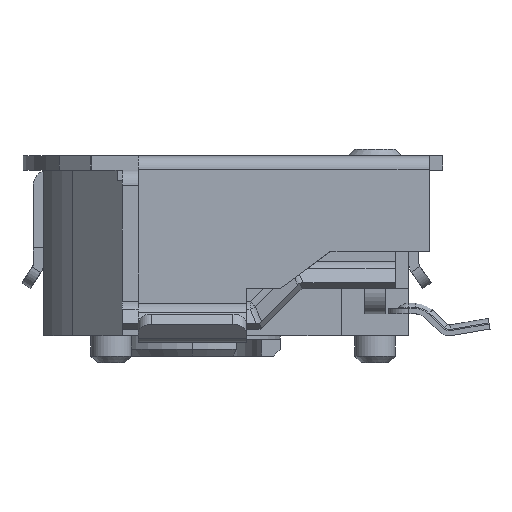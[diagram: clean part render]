
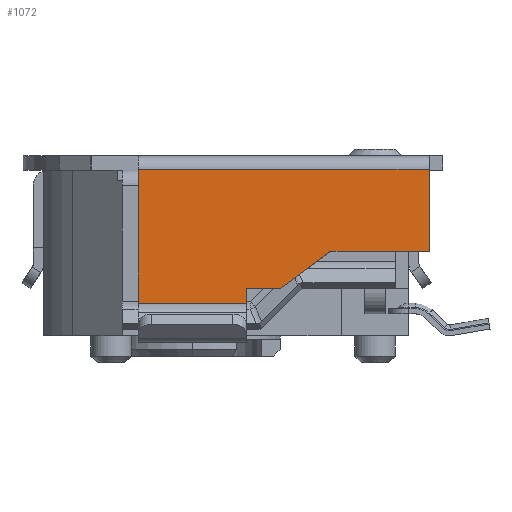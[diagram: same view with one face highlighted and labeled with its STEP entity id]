
A CAD part, left-side view. The second image highlights one B-rep face of the part: STEP entity #1072.
In plain terms, the highlighted planar face has unit normal (-1, 0, 0).
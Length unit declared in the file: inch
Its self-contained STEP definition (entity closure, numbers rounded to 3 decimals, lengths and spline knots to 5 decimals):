
#1072=ADVANCED_FACE('',(#2372),#2373,.F.);
#2372=FACE_OUTER_BOUND('',#4632,.T.);
#2373=PLANE('',#4633);
#4632=EDGE_LOOP('',(#8453,#8454,#8455,#8456,#8457,#8458,#8459,#8460));
#4633=AXIS2_PLACEMENT_3D('',#8461,#8462,#8463);
#8453=ORIENTED_EDGE('',*,*,#11709,.F.);
#8454=ORIENTED_EDGE('',*,*,#11737,.F.);
#8455=ORIENTED_EDGE('',*,*,#11078,.F.);
#8456=ORIENTED_EDGE('',*,*,#11054,.F.);
#8457=ORIENTED_EDGE('',*,*,#10382,.T.);
#8458=ORIENTED_EDGE('',*,*,#11738,.F.);
#8459=ORIENTED_EDGE('',*,*,#10524,.F.);
#8460=ORIENTED_EDGE('',*,*,#11739,.F.);
#8461=CARTESIAN_POINT('',(-0.11358,-0.1378,0.01901));
#8462=DIRECTION('',(1.0,0.0,0.0));
#8463=DIRECTION('',(0.0,1.0,0.0));
#10382=EDGE_CURVE('',#12213,#12214,#12215,.T.);
#10524=EDGE_CURVE('',#12477,#12479,#12480,.T.);
#11054=EDGE_CURVE('',#12213,#13361,#13362,.T.);
#11078=EDGE_CURVE('',#13361,#13397,#13398,.T.);
#11709=EDGE_CURVE('',#14293,#14295,#14296,.F.);
#11737=EDGE_CURVE('',#13397,#14293,#14332,.T.);
#11738=EDGE_CURVE('',#12479,#12214,#14333,.T.);
#11739=EDGE_CURVE('',#14295,#12477,#14334,.T.);
#12213=VERTEX_POINT('',#14886);
#12214=VERTEX_POINT('',#14887);
#12215=LINE('',#14888,#14889);
#12477=VERTEX_POINT('',#15282);
#12479=VERTEX_POINT('',#15284);
#12480=LINE('',#15285,#15286);
#13361=VERTEX_POINT('',#16690);
#13362=LINE('',#16691,#16692);
#13397=VERTEX_POINT('',#16740);
#13398=LINE('',#16741,#16742);
#14293=VERTEX_POINT('',#18325);
#14295=VERTEX_POINT('',#18328);
#14296=LINE('',#18329,#18330);
#14332=LINE('',#18377,#18378);
#14333=LINE('',#18379,#18380);
#14334=LINE('',#18381,#18382);
#14886=CARTESIAN_POINT('',(-0.11358,-0.1378,0.04921));
#14887=CARTESIAN_POINT('',(-0.11358,-0.1378,0.09685));
#14888=CARTESIAN_POINT('',(-0.11358,-0.1378,0.04921));
#14889=VECTOR('',#19209,1000.0);
#15282=CARTESIAN_POINT('',(-0.11358,0.0315,0.01901));
#15284=CARTESIAN_POINT('',(-0.11358,0.0315,0.09685));
#15285=CARTESIAN_POINT('',(-0.11358,0.0315,0.01901));
#15286=VECTOR('',#19406,1000.0);
#16690=CARTESIAN_POINT('',(-0.11358,-0.08071,0.04921));
#16691=CARTESIAN_POINT('',(-0.11358,-0.1378,0.04921));
#16692=VECTOR('',#20064,1000.0);
#16740=CARTESIAN_POINT('',(-0.11358,-0.05118,0.02756));
#16741=CARTESIAN_POINT('',(-0.11358,-0.08071,0.04921));
#16742=VECTOR('',#20089,1000.0);
#18325=CARTESIAN_POINT('',(-0.11358,-0.0315,0.02756));
#18328=CARTESIAN_POINT('',(-0.11358,-0.0315,0.01901));
#18329=CARTESIAN_POINT('',(-0.11358,-0.0315,0.01901));
#18330=VECTOR('',#20765,1000.0);
#18377=CARTESIAN_POINT('',(-0.11358,-0.1378,0.02756));
#18378=VECTOR('',#20807,1000.0);
#18379=CARTESIAN_POINT('',(-0.11358,0.0315,0.09685));
#18380=VECTOR('',#20808,1000.0);
#18381=CARTESIAN_POINT('',(-0.11358,-0.1378,0.01901));
#18382=VECTOR('',#20809,1000.0);
#19209=DIRECTION('',(0.0,0.0,1.0));
#19406=DIRECTION('',(0.0,0.0,1.0));
#20064=DIRECTION('',(0.0,1.0,0.0));
#20089=DIRECTION('',(0.0,0.806,-0.591));
#20765=DIRECTION('',(0.0,0.0,1.0));
#20807=DIRECTION('',(0.0,1.0,0.0));
#20808=DIRECTION('',(0.0,-1.0,0.0));
#20809=DIRECTION('',(0.0,1.0,0.0));
